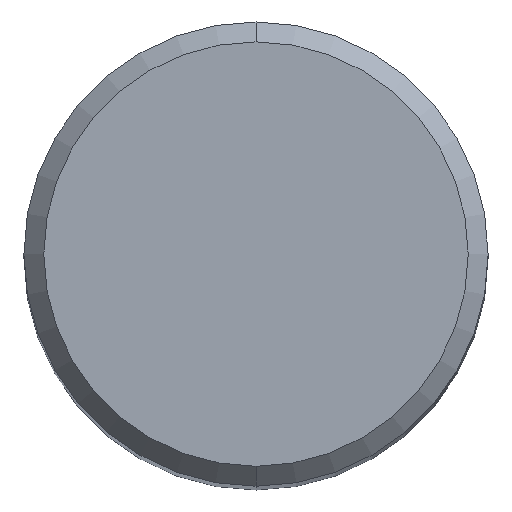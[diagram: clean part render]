
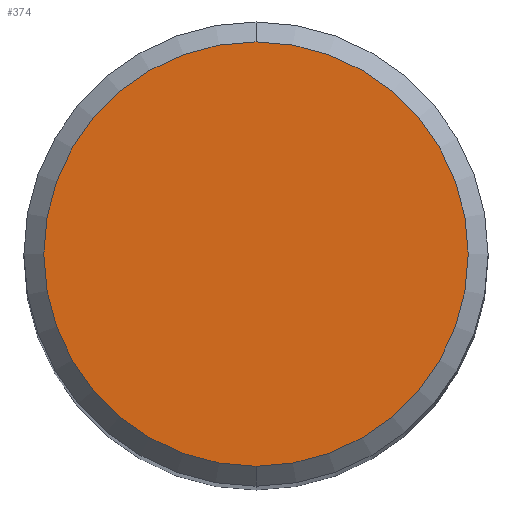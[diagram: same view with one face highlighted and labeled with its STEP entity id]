
A CAD part, top view. The second image highlights one B-rep face of the part: STEP entity #374.
In plain terms, the highlighted planar face has unit normal (0, 0, 1).
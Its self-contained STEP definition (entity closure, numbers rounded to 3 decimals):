
#288=EDGE_CURVE('',#408,#432,#604,.T.);
#374=ADVANCED_FACE('',(#698),#699,.T.);
#408=VERTEX_POINT('',#735);
#418=EDGE_CURVE('',#432,#408,#745,.T.);
#432=VERTEX_POINT('',#762);
#604=CIRCLE('',#1053,6.4);
#698=FACE_OUTER_BOUND('',#1250,.T.);
#699=PLANE('',#1251);
#735=CARTESIAN_POINT('',(0.0,6.4,0.0));
#745=CIRCLE('',#1367,6.4);
#762=CARTESIAN_POINT('',(0.,-6.4,0.0));
#1053=AXIS2_PLACEMENT_3D('',#1641,#1642,#1643);
#1250=EDGE_LOOP('',(#1752,#1753));
#1251=AXIS2_PLACEMENT_3D('',#1754,#1755,#1756);
#1367=AXIS2_PLACEMENT_3D('',#1792,#1793,#1794);
#1641=CARTESIAN_POINT('',(0.0,0.0,0.0));
#1642=DIRECTION('',(0.0,0.0,-1.0));
#1643=DIRECTION('',(0.0,1.0,0.0));
#1752=ORIENTED_EDGE('',*,*,#288,.F.);
#1753=ORIENTED_EDGE('',*,*,#418,.F.);
#1754=CARTESIAN_POINT('',(0.0,3.2,0.0));
#1755=DIRECTION('',(-0.0,0.0,1.0));
#1756=DIRECTION('',(0.0,-1.0,0.0));
#1792=CARTESIAN_POINT('',(0.0,0.0,0.0));
#1793=DIRECTION('',(0.0,0.0,-1.0));
#1794=DIRECTION('',(0.0,1.0,0.0));
